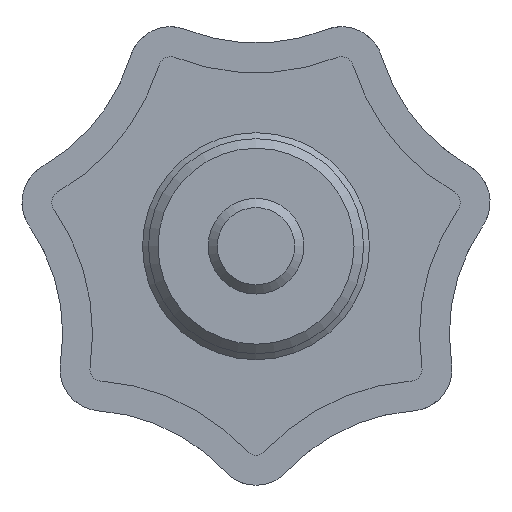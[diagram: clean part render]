
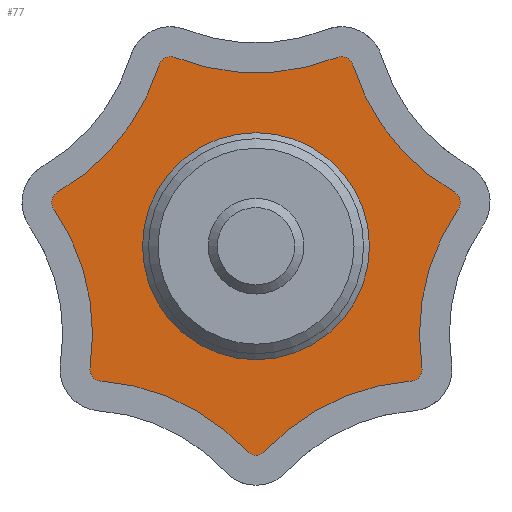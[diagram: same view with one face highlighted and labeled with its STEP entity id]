
A CAD part, front view. The second image highlights one B-rep face of the part: STEP entity #77.
In plain terms, the highlighted planar face has unit normal (0, -1, 0).
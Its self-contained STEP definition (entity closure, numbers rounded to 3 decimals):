
#77 = ADVANCED_FACE( '', ( #189, #190 ), #191, .F. );
#189 = FACE_OUTER_BOUND( '', #347, .T. );
#190 = FACE_BOUND( '', #348, .T. );
#191 = PLANE( '', #349 );
#347 = EDGE_LOOP( '', ( #517, #518, #519, #520, #521, #522, #523, #524, #525, #526, #527, #528, #529, #530 ) );
#348 = EDGE_LOOP( '', ( #531 ) );
#349 = AXIS2_PLACEMENT_3D( '', #532, #533, #534 );
#517 = ORIENTED_EDGE( '', *, *, #895, .T. );
#518 = ORIENTED_EDGE( '', *, *, #896, .F. );
#519 = ORIENTED_EDGE( '', *, *, #897, .T. );
#520 = ORIENTED_EDGE( '', *, *, #898, .F. );
#521 = ORIENTED_EDGE( '', *, *, #899, .T. );
#522 = ORIENTED_EDGE( '', *, *, #900, .F. );
#523 = ORIENTED_EDGE( '', *, *, #901, .T. );
#524 = ORIENTED_EDGE( '', *, *, #902, .F. );
#525 = ORIENTED_EDGE( '', *, *, #903, .T. );
#526 = ORIENTED_EDGE( '', *, *, #904, .F. );
#527 = ORIENTED_EDGE( '', *, *, #905, .T. );
#528 = ORIENTED_EDGE( '', *, *, #906, .F. );
#529 = ORIENTED_EDGE( '', *, *, #907, .T. );
#530 = ORIENTED_EDGE( '', *, *, #908, .F. );
#531 = ORIENTED_EDGE( '', *, *, #909, .T. );
#532 = CARTESIAN_POINT( '', ( -22.539, 20., -8.816 ) );
#533 = DIRECTION( '', ( 0., 1., 0. ) );
#534 = DIRECTION( '', ( 0., 0., 1. ) );
#895 = EDGE_CURVE( '', #1061, #1062, #1063, .T. );
#896 = EDGE_CURVE( '', #1064, #1062, #1065, .T. );
#897 = EDGE_CURVE( '', #1064, #1066, #1067, .T. );
#898 = EDGE_CURVE( '', #1068, #1066, #1069, .T. );
#899 = EDGE_CURVE( '', #1068, #1070, #1071, .T. );
#900 = EDGE_CURVE( '', #1072, #1070, #1073, .T. );
#901 = EDGE_CURVE( '', #1072, #1074, #1075, .T. );
#902 = EDGE_CURVE( '', #1076, #1074, #1077, .T. );
#903 = EDGE_CURVE( '', #1076, #1078, #1079, .T. );
#904 = EDGE_CURVE( '', #1080, #1078, #1081, .T. );
#905 = EDGE_CURVE( '', #1080, #1082, #1083, .T. );
#906 = EDGE_CURVE( '', #1084, #1082, #1085, .T. );
#907 = EDGE_CURVE( '', #1084, #1086, #1087, .T. );
#908 = EDGE_CURVE( '', #1061, #1086, #1088, .T. );
#909 = EDGE_CURVE( '', #1089, #1089, #1090, .T. );
#1061 = VERTEX_POINT( '', #1360 );
#1062 = VERTEX_POINT( '', #1361 );
#1063 = CIRCLE( '', #1362, 18.5 );
#1064 = VERTEX_POINT( '', #1363 );
#1065 = CIRCLE( '', #1364, 1. );
#1066 = VERTEX_POINT( '', #1365 );
#1067 = CIRCLE( '', #1366, 18.5 );
#1068 = VERTEX_POINT( '', #1367 );
#1069 = CIRCLE( '', #1368, 1. );
#1070 = VERTEX_POINT( '', #1369 );
#1071 = CIRCLE( '', #1370, 18.5 );
#1072 = VERTEX_POINT( '', #1371 );
#1073 = CIRCLE( '', #1372, 1. );
#1074 = VERTEX_POINT( '', #1373 );
#1075 = CIRCLE( '', #1374, 18.5 );
#1076 = VERTEX_POINT( '', #1375 );
#1077 = CIRCLE( '', #1376, 1. );
#1078 = VERTEX_POINT( '', #1377 );
#1079 = CIRCLE( '', #1378, 18.5 );
#1080 = VERTEX_POINT( '', #1379 );
#1081 = CIRCLE( '', #1380, 1. );
#1082 = VERTEX_POINT( '', #1381 );
#1083 = CIRCLE( '', #1382, 18.5 );
#1084 = VERTEX_POINT( '', #1383 );
#1085 = CIRCLE( '', #1384, 1. );
#1086 = VERTEX_POINT( '', #1385 );
#1087 = CIRCLE( '', #1386, 18.5 );
#1088 = CIRCLE( '', #1387, 1. );
#1089 = VERTEX_POINT( '', #1388 );
#1090 = CIRCLE( '', #1389, 9.5 );
#1360 = CARTESIAN_POINT( '', ( -16.911, 20., 3.107 ) );
#1361 = CARTESIAN_POINT( '', ( -13.889, 20., -10.137 ) );
#1362 = AXIS2_PLACEMENT_3D( '', #1840, #1841, #1842 );
#1363 = CARTESIAN_POINT( '', ( -12.973, 20., -11.285 ) );
#1364 = AXIS2_PLACEMENT_3D( '', #1843, #1844, #1845 );
#1365 = CARTESIAN_POINT( '', ( -0.734, 20., -17.179 ) );
#1366 = AXIS2_PLACEMENT_3D( '', #1846, #1847, #1848 );
#1367 = CARTESIAN_POINT( '', ( 0.734, 20., -17.179 ) );
#1368 = AXIS2_PLACEMENT_3D( '', #1849, #1850, #1851 );
#1369 = CARTESIAN_POINT( '', ( 12.973, 20., -11.285 ) );
#1370 = AXIS2_PLACEMENT_3D( '', #1852, #1853, #1854 );
#1371 = CARTESIAN_POINT( '', ( 13.889, 20., -10.137 ) );
#1372 = AXIS2_PLACEMENT_3D( '', #1855, #1856, #1857 );
#1373 = CARTESIAN_POINT( '', ( 16.911, 20., 3.107 ) );
#1374 = AXIS2_PLACEMENT_3D( '', #1858, #1859, #1860 );
#1375 = CARTESIAN_POINT( '', ( 16.585, 20., 4.539 ) );
#1376 = AXIS2_PLACEMENT_3D( '', #1861, #1862, #1863 );
#1377 = CARTESIAN_POINT( '', ( 8.115, 20., 15.159 ) );
#1378 = AXIS2_PLACEMENT_3D( '', #1864, #1865, #1866 );
#1379 = CARTESIAN_POINT( '', ( 6.792, 20., 15.796 ) );
#1380 = AXIS2_PLACEMENT_3D( '', #1867, #1868, #1869 );
#1381 = CARTESIAN_POINT( '', ( -6.792, 20., 15.796 ) );
#1382 = AXIS2_PLACEMENT_3D( '', #1870, #1871, #1872 );
#1383 = CARTESIAN_POINT( '', ( -8.115, 20., 15.159 ) );
#1384 = AXIS2_PLACEMENT_3D( '', #1873, #1874, #1875 );
#1385 = CARTESIAN_POINT( '', ( -16.585, 20., 4.539 ) );
#1386 = AXIS2_PLACEMENT_3D( '', #1876, #1877, #1878 );
#1387 = AXIS2_PLACEMENT_3D( '', #1879, #1880, #1881 );
#1388 = CARTESIAN_POINT( '', ( 9.5, 20., 0. ) );
#1389 = AXIS2_PLACEMENT_3D( '', #1882, #1883, #1884 );
#1840 = CARTESIAN_POINT( '', ( -32.177, 20., -7.344 ) );
#1841 = DIRECTION( '', ( 0., 1., 0. ) );
#1842 = DIRECTION( '', ( 1., 0., 0. ) );
#1843 = CARTESIAN_POINT( '', ( -12.9, 20., -10.288 ) );
#1844 = DIRECTION( '', ( 0., 1., 0. ) );
#1845 = DIRECTION( '', ( 1., 0., 0. ) );
#1846 = CARTESIAN_POINT( '', ( -14.32, 20., -29.736 ) );
#1847 = DIRECTION( '', ( 0., 1., 0. ) );
#1848 = DIRECTION( '', ( 1., 0., 0. ) );
#1849 = CARTESIAN_POINT( '', ( 0., 20., -16.5 ) );
#1850 = DIRECTION( '', ( 0., 1., 0. ) );
#1851 = DIRECTION( '', ( 1., 0., 0. ) );
#1852 = CARTESIAN_POINT( '', ( 14.32, 20., -29.736 ) );
#1853 = DIRECTION( '', ( 0., 1., 0. ) );
#1854 = DIRECTION( '', ( 1., 0., 0. ) );
#1855 = CARTESIAN_POINT( '', ( 12.9, 20., -10.288 ) );
#1856 = DIRECTION( '', ( 0., 1., 0. ) );
#1857 = DIRECTION( '', ( 1., 0., 0. ) );
#1858 = CARTESIAN_POINT( '', ( 32.177, 20., -7.344 ) );
#1859 = DIRECTION( '', ( 0., 1., 0. ) );
#1860 = DIRECTION( '', ( 1., 0., 0. ) );
#1861 = CARTESIAN_POINT( '', ( 16.086, 20., 3.672 ) );
#1862 = DIRECTION( '', ( 0., 1., 0. ) );
#1863 = DIRECTION( '', ( 1., 0., 0. ) );
#1864 = CARTESIAN_POINT( '', ( 25.804, 20., 20.578 ) );
#1865 = DIRECTION( '', ( 0., 1., 0. ) );
#1866 = DIRECTION( '', ( 1., 0., 0. ) );
#1867 = CARTESIAN_POINT( '', ( 7.159, 20., 14.866 ) );
#1868 = DIRECTION( '', ( 0., 1., 0. ) );
#1869 = DIRECTION( '', ( 1., 0., 0. ) );
#1870 = CARTESIAN_POINT( '', ( 0., 20., 33.004 ) );
#1871 = DIRECTION( '', ( 0., 1., 0. ) );
#1872 = DIRECTION( '', ( 1., 0., 0. ) );
#1873 = CARTESIAN_POINT( '', ( -7.159, 20., 14.866 ) );
#1874 = DIRECTION( '', ( 0., 1., 0. ) );
#1875 = DIRECTION( '', ( 1., 0., 0. ) );
#1876 = CARTESIAN_POINT( '', ( -25.804, 20., 20.578 ) );
#1877 = DIRECTION( '', ( 0., 1., 0. ) );
#1878 = DIRECTION( '', ( 1., 0., 0. ) );
#1879 = CARTESIAN_POINT( '', ( -16.086, 20., 3.672 ) );
#1880 = DIRECTION( '', ( 0., 1., 0. ) );
#1881 = DIRECTION( '', ( 1., 0., 0. ) );
#1882 = CARTESIAN_POINT( '', ( 0., 20., 0. ) );
#1883 = DIRECTION( '', ( 0., 1., 0. ) );
#1884 = DIRECTION( '', ( 1., 0., 0. ) );
